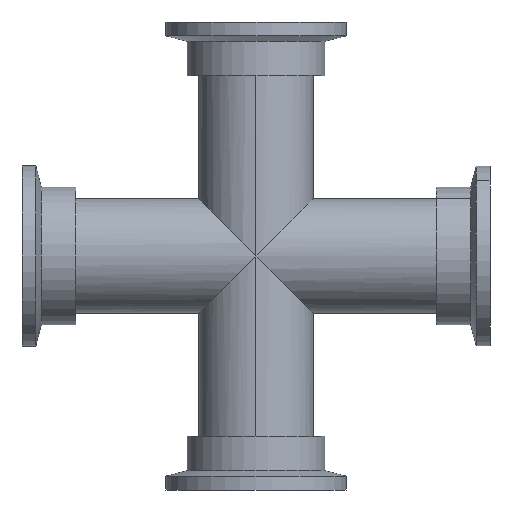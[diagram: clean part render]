
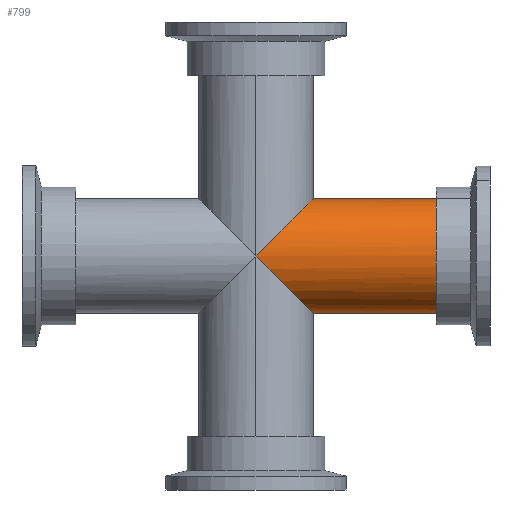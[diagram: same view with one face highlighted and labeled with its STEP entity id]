
A CAD part, left-side view. The second image highlights one B-rep face of the part: STEP entity #799.
In plain terms, the highlighted cylindrical face has radius 12.7 mm (diameter 25.4 mm), a partial arc.
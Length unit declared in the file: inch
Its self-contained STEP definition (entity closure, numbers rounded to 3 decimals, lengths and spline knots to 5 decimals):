
#5 = DIRECTION ( 'NONE',  ( 0., 0., 1. ) ) ;
#15 = DIRECTION ( 'NONE',  ( 0., 1., 0. ) ) ;
#22 = CARTESIAN_POINT ( 'NONE',  ( 0., -0.5, -0.5 ) ) ;
#33 = DIRECTION ( 'NONE',  ( 0., -1., 0. ) ) ;
#95 = VERTEX_POINT ( 'NONE', #1166 ) ;
#99 = CARTESIAN_POINT ( 'NONE',  ( 0., -0.5, 0.5 ) ) ;
#141 = LINE ( 'NONE', #312, #314 ) ;
#164 =( BOUNDED_CURVE ( )  B_SPLINE_CURVE ( 3, ( #99, #279, #868, #759 ),
 .UNSPECIFIED., .F., .F. ) 
 B_SPLINE_CURVE_WITH_KNOTS ( ( 4, 4 ),
 ( 3.14159, 4.71239 ),
 .UNSPECIFIED. ) 
 CURVE ( )  GEOMETRIC_REPRESENTATION_ITEM ( )  RATIONAL_B_SPLINE_CURVE ( ( 1., 0.805, 0.805, 1. ) ) 
 REPRESENTATION_ITEM ( '' )  );
#203 = VERTEX_POINT ( 'NONE', #1010 ) ;
#212 = ORIENTED_EDGE ( 'NONE', *, *, #609, .T. ) ;
#220 = VECTOR ( 'NONE', #975, 39.37008 ) ;
#279 = CARTESIAN_POINT ( 'NONE',  ( -0.29289, -0.5, 0.5 ) ) ;
#298 =( BOUNDED_CURVE ( )  B_SPLINE_CURVE ( 3, ( #695, #1162, #599, #22 ),
 .UNSPECIFIED., .F., .T. ) 
 B_SPLINE_CURVE_WITH_KNOTS ( ( 4, 4 ),
 ( 4.71239, 6.28319 ),
 .UNSPECIFIED. ) 
 CURVE ( )  GEOMETRIC_REPRESENTATION_ITEM ( )  RATIONAL_B_SPLINE_CURVE ( ( 1., 0.805, 0.805, 1. ) ) 
 REPRESENTATION_ITEM ( '' )  );
#311 = DIRECTION ( 'NONE',  ( 0., 0., -1. ) ) ;
#312 = CARTESIAN_POINT ( 'NONE',  ( 0., 1.87, 0.5 ) ) ;
#314 = VECTOR ( 'NONE', #33, 39.37008 ) ;
#319 = EDGE_CURVE ( 'NONE', #95, #203, #423, .T. ) ;
#328 = EDGE_CURVE ( 'NONE', #1116, #490, #141, .T. ) ;
#364 = AXIS2_PLACEMENT_3D ( 'NONE', #896, #593, #311 ) ;
#423 = LINE ( 'NONE', #1069, #220 ) ;
#436 = CYLINDRICAL_SURFACE ( 'NONE', #364, 0.5 ) ;
#490 = VERTEX_POINT ( 'NONE', #1088 ) ;
#518 = FACE_OUTER_BOUND ( 'NONE', #691, .T. ) ;
#538 = AXIS2_PLACEMENT_3D ( 'NONE', #853, #15, #5 ) ;
#585 = ORIENTED_EDGE ( 'NONE', *, *, #319, .T. ) ;
#593 = DIRECTION ( 'NONE',  ( 0., -1., 0. ) ) ;
#599 = CARTESIAN_POINT ( 'NONE',  ( -0.29289, -0.5, -0.5 ) ) ;
#609 = EDGE_CURVE ( 'NONE', #1116, #611, #164, .T. ) ;
#611 = VERTEX_POINT ( 'NONE', #803 ) ;
#622 = EDGE_CURVE ( 'NONE', #203, #490, #798, .T. ) ;
#651 = ORIENTED_EDGE ( 'NONE', *, *, #328, .F. ) ;
#691 = EDGE_LOOP ( 'NONE', ( #651, #212, #1008, #585, #957 ) ) ;
#695 = CARTESIAN_POINT ( 'NONE',  ( -0.5, 0., 0. ) ) ;
#735 = EDGE_CURVE ( 'NONE', #611, #95, #298, .T. ) ;
#759 = CARTESIAN_POINT ( 'NONE',  ( -0.5, 0., 0. ) ) ;
#798 = CIRCLE ( 'NONE', #538, 0.5 ) ;
#799 = ADVANCED_FACE ( 'NONE', ( #518 ), #436, .T. ) ;
#803 = CARTESIAN_POINT ( 'NONE',  ( -0.5, 0., 0. ) ) ;
#853 = CARTESIAN_POINT ( 'NONE',  ( 0., -1.87, 0. ) ) ;
#868 = CARTESIAN_POINT ( 'NONE',  ( -0.5, -0.29289, 0.29289 ) ) ;
#896 = CARTESIAN_POINT ( 'NONE',  ( 0., 1.87, 0. ) ) ;
#957 = ORIENTED_EDGE ( 'NONE', *, *, #622, .T. ) ;
#975 = DIRECTION ( 'NONE',  ( 0., -1., 0. ) ) ;
#1008 = ORIENTED_EDGE ( 'NONE', *, *, #735, .T. ) ;
#1009 = CARTESIAN_POINT ( 'NONE',  ( 0., -0.5, 0.5 ) ) ;
#1010 = CARTESIAN_POINT ( 'NONE',  ( 0., -1.87, -0.5 ) ) ;
#1069 = CARTESIAN_POINT ( 'NONE',  ( 0., 1.87, -0.5 ) ) ;
#1088 = CARTESIAN_POINT ( 'NONE',  ( 0., -1.87, 0.5 ) ) ;
#1116 = VERTEX_POINT ( 'NONE', #1009 ) ;
#1162 = CARTESIAN_POINT ( 'NONE',  ( -0.5, -0.29289, -0.29289 ) ) ;
#1166 = CARTESIAN_POINT ( 'NONE',  ( 0., -0.5, -0.5 ) ) ;
